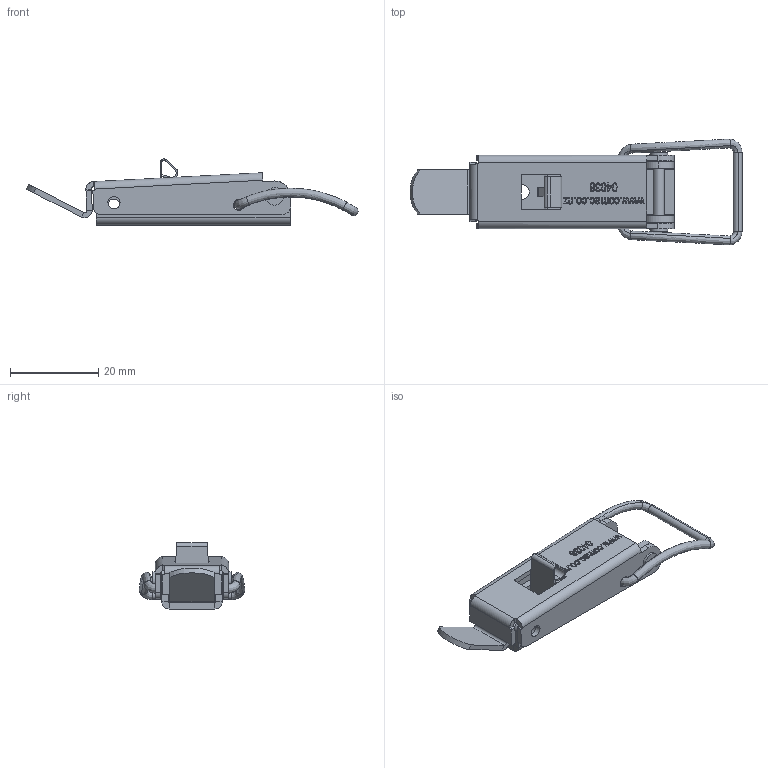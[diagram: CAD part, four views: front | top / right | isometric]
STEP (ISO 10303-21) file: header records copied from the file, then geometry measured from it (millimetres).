
FILE_DESCRIPTION (( 'STEP AP214' ), '1' );
FILE_NAME ('04038-Hold Down Latch Stainless Steel Secondary Lock 60mm.STEP', '2019-07-16T01:15:04', ( '' ), ( '' ), 'SwSTEP 2.0', 'SolidWorks 2018', '' );
FILE_SCHEMA (( 'AUTOMOTIVE_DESIGN' ));
Length unit declared in the file: millimetre
Products named in the file (6): 04038-3; 04038-2; 04038-4; 04038-6; 04038-Hold Down Latch Stainless Steel Secondary Lock 60mm; 04038-1
Assembly tree (5 placements, depth 2):
  04038-Hold Down Latch Stainless Steel Secondary Lock 60mm
    04038-4
    04038-3
    04038-1
    04038-2
    04038-6
Bounding box: 75.32 x 24 x 15 mm (x, y, z)
Volume: 3503.5 mm3; surface area: 6740.4 mm2
Topology: 5 solids, 5 shells, 537 faces, 1367 edges, 867 vertices
Faces by surface type: plane 294, bspline 134, cylinder 105, torus 2, cone 2
Entity records: 25465 total; most frequent: CARTESIAN_POINT 12987, ORIENTED_EDGE 2730, DIRECTION 2135, EDGE_CURVE 1365, VECTOR 889, LINE 889, VERTEX_POINT 867, AXIS2_PLACEMENT_3D 623
